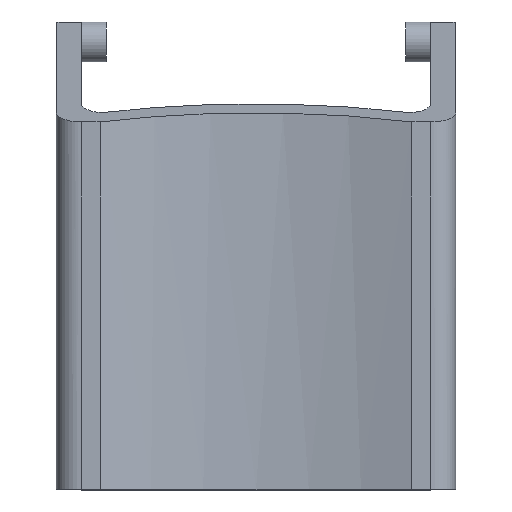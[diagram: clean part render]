
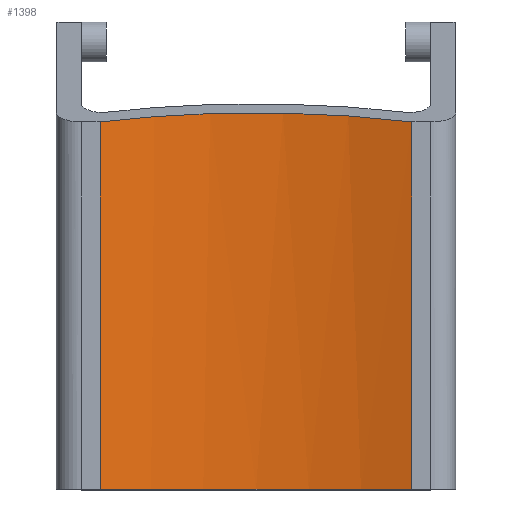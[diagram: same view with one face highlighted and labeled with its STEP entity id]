
A CAD part, top view. The second image highlights one B-rep face of the part: STEP entity #1398.
In plain terms, the highlighted cylindrical face has radius 40 mm (diameter 80 mm), a partial arc.
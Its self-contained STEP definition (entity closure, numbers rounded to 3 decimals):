
#640 = VERTEX_POINT('',#641);
#641 = CARTESIAN_POINT('',(-12.49,27.457,15.));
#647 = EDGE_CURVE('',#648,#640,#650,.T.);
#648 = VERTEX_POINT('',#649);
#649 = CARTESIAN_POINT('',(12.49,27.457,15.));
#650 = ELLIPSE('',#651,42.567,40.);
#651 = AXIS2_PLACEMENT_3D('',#652,#653,#654);
#652 = CARTESIAN_POINT('',(0.,13.626,53.));
#653 = DIRECTION('',(0.,0.94,0.342));
#654 = DIRECTION('',(0.,0.342,-0.94));
#1380 = EDGE_CURVE('',#1381,#648,#1383,.T.);
#1381 = VERTEX_POINT('',#1382);
#1382 = CARTESIAN_POINT('',(12.49,-2.,15.));
#1383 = LINE('',#1384,#1385);
#1384 = CARTESIAN_POINT('',(12.49,35.5,15.));
#1385 = VECTOR('',#1386,1.);
#1386 = DIRECTION('',(0.,1.,0.));
#1398 = ADVANCED_FACE('',(#1399),#1427,.F.);
#1399 = FACE_BOUND('',#1400,.T.);
#1400 = EDGE_LOOP('',(#1401,#1409,#1418,#1425,#1426));
#1401 = ORIENTED_EDGE('',*,*,#1402,.F.);
#1402 = EDGE_CURVE('',#1403,#640,#1405,.T.);
#1403 = VERTEX_POINT('',#1404);
#1404 = CARTESIAN_POINT('',(-12.49,-2.,15.));
#1405 = LINE('',#1406,#1407);
#1406 = CARTESIAN_POINT('',(-12.49,35.5,15.));
#1407 = VECTOR('',#1408,1.);
#1408 = DIRECTION('',(0.,1.,0.));
#1409 = ORIENTED_EDGE('',*,*,#1410,.T.);
#1410 = EDGE_CURVE('',#1403,#1411,#1413,.T.);
#1411 = VERTEX_POINT('',#1412);
#1412 = CARTESIAN_POINT('',(0.,-2.,13.));
#1413 = CIRCLE('',#1414,40.);
#1414 = AXIS2_PLACEMENT_3D('',#1415,#1416,#1417);
#1415 = CARTESIAN_POINT('',(0.,-2.,53.));
#1416 = DIRECTION('',(0.,-1.,0.));
#1417 = DIRECTION('',(1.,0.,0.));
#1418 = ORIENTED_EDGE('',*,*,#1419,.T.);
#1419 = EDGE_CURVE('',#1411,#1381,#1420,.T.);
#1420 = CIRCLE('',#1421,40.);
#1421 = AXIS2_PLACEMENT_3D('',#1422,#1423,#1424);
#1422 = CARTESIAN_POINT('',(0.,-2.,53.));
#1423 = DIRECTION('',(0.,-1.,0.));
#1424 = DIRECTION('',(1.,0.,0.));
#1425 = ORIENTED_EDGE('',*,*,#1380,.T.);
#1426 = ORIENTED_EDGE('',*,*,#647,.T.);
#1427 = CYLINDRICAL_SURFACE('',#1428,40.);
#1428 = AXIS2_PLACEMENT_3D('',#1429,#1430,#1431);
#1429 = CARTESIAN_POINT('',(0.,35.5,53.));
#1430 = DIRECTION('',(-0.,1.,0.));
#1431 = DIRECTION('',(1.,0.,0.));
